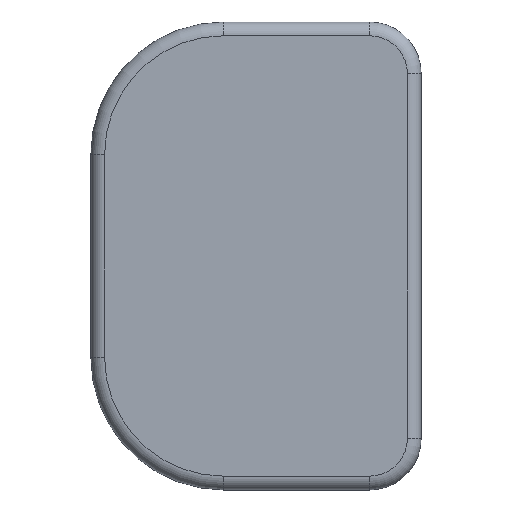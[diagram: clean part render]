
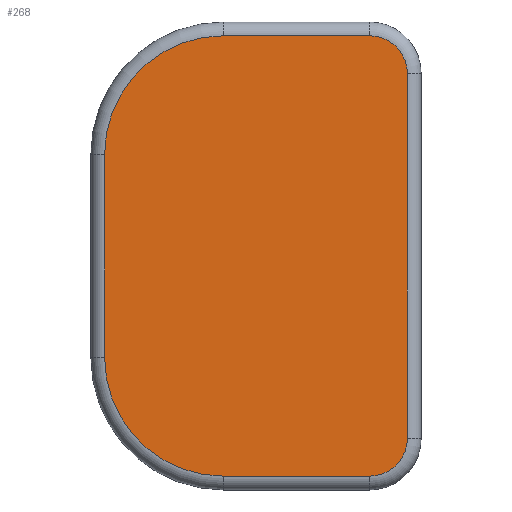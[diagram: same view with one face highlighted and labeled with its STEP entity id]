
A CAD part, top view. The second image highlights one B-rep face of the part: STEP entity #268.
In plain terms, the highlighted planar face has unit normal (0, 0, 1).
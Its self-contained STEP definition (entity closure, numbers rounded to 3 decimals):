
#95 = VERTEX_POINT('',#96);
#96 = CARTESIAN_POINT('',(-12.48,-25.84,0.));
#103 = EDGE_CURVE('',#95,#104,#106,.T.);
#104 = VERTEX_POINT('',#105);
#105 = CARTESIAN_POINT('',(-12.48,-31.74,0.));
#106 = LINE('',#107,#108);
#107 = CARTESIAN_POINT('',(-12.48,-25.84,0.));
#108 = VECTOR('',#109,1.);
#109 = DIRECTION('',(0.,-1.,0.));
#247 = VERTEX_POINT('',#248);
#248 = CARTESIAN_POINT('',(-9.03,-22.39,0.));
#257 = EDGE_CURVE('',#247,#95,#258,.T.);
#258 = CIRCLE('',#259,3.45);
#259 = AXIS2_PLACEMENT_3D('',#260,#261,#262);
#260 = CARTESIAN_POINT('',(-9.03,-25.84,0.));
#261 = DIRECTION('',(0.,-0.,1.));
#262 = DIRECTION('',(0.,1.,0.));
#268 = ADVANCED_FACE('',(#269),#322,.T.);
#269 = FACE_BOUND('',#270,.T.);
#270 = EDGE_LOOP('',(#271,#272,#281,#289,#298,#306,#315,#321));
#271 = ORIENTED_EDGE('',*,*,#103,.T.);
#272 = ORIENTED_EDGE('',*,*,#273,.T.);
#273 = EDGE_CURVE('',#104,#274,#276,.T.);
#274 = VERTEX_POINT('',#275);
#275 = CARTESIAN_POINT('',(-9.03,-35.19,0.));
#276 = CIRCLE('',#277,3.45);
#277 = AXIS2_PLACEMENT_3D('',#278,#279,#280);
#278 = CARTESIAN_POINT('',(-9.03,-31.74,0.));
#279 = DIRECTION('',(0.,0.,1.));
#280 = DIRECTION('',(-1.,0.,0.));
#281 = ORIENTED_EDGE('',*,*,#282,.T.);
#282 = EDGE_CURVE('',#274,#283,#285,.T.);
#283 = VERTEX_POINT('',#284);
#284 = CARTESIAN_POINT('',(-4.78,-35.19,0.));
#285 = LINE('',#286,#287);
#286 = CARTESIAN_POINT('',(-9.03,-35.19,0.));
#287 = VECTOR('',#288,1.);
#288 = DIRECTION('',(1.,0.,0.));
#289 = ORIENTED_EDGE('',*,*,#290,.T.);
#290 = EDGE_CURVE('',#283,#291,#293,.T.);
#291 = VERTEX_POINT('',#292);
#292 = CARTESIAN_POINT('',(-3.68,-34.09,0.));
#293 = CIRCLE('',#294,1.1);
#294 = AXIS2_PLACEMENT_3D('',#295,#296,#297);
#295 = CARTESIAN_POINT('',(-4.78,-34.09,0.));
#296 = DIRECTION('',(-0.,0.,1.));
#297 = DIRECTION('',(0.,-1.,0.));
#298 = ORIENTED_EDGE('',*,*,#299,.T.);
#299 = EDGE_CURVE('',#291,#300,#302,.T.);
#300 = VERTEX_POINT('',#301);
#301 = CARTESIAN_POINT('',(-3.68,-23.49,0.));
#302 = LINE('',#303,#304);
#303 = CARTESIAN_POINT('',(-3.68,-34.09,0.));
#304 = VECTOR('',#305,1.);
#305 = DIRECTION('',(0.,1.,0.));
#306 = ORIENTED_EDGE('',*,*,#307,.T.);
#307 = EDGE_CURVE('',#300,#308,#310,.T.);
#308 = VERTEX_POINT('',#309);
#309 = CARTESIAN_POINT('',(-4.78,-22.39,0.));
#310 = CIRCLE('',#311,1.1);
#311 = AXIS2_PLACEMENT_3D('',#312,#313,#314);
#312 = CARTESIAN_POINT('',(-4.78,-23.49,0.));
#313 = DIRECTION('',(0.,0.,1.));
#314 = DIRECTION('',(1.,0.,0.));
#315 = ORIENTED_EDGE('',*,*,#316,.T.);
#316 = EDGE_CURVE('',#308,#247,#317,.T.);
#317 = LINE('',#318,#319);
#318 = CARTESIAN_POINT('',(-4.78,-22.39,0.));
#319 = VECTOR('',#320,1.);
#320 = DIRECTION('',(-1.,0.,0.));
#321 = ORIENTED_EDGE('',*,*,#257,.T.);
#322 = PLANE('',#323);
#323 = AXIS2_PLACEMENT_3D('',#324,#325,#326);
#324 = CARTESIAN_POINT('',(-7.785,-28.79,0.));
#325 = DIRECTION('',(0.,0.,1.));
#326 = DIRECTION('',(1.,0.,0.));
